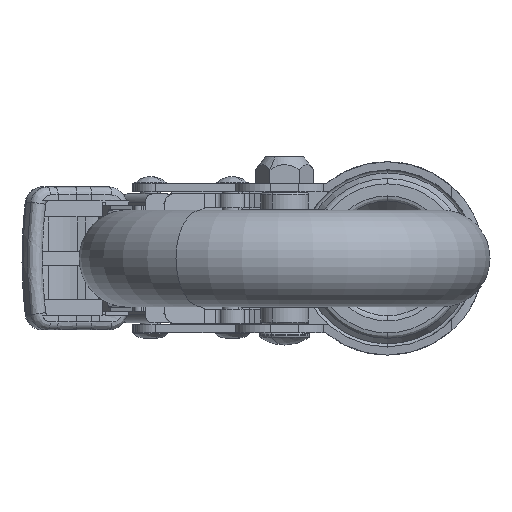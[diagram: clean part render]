
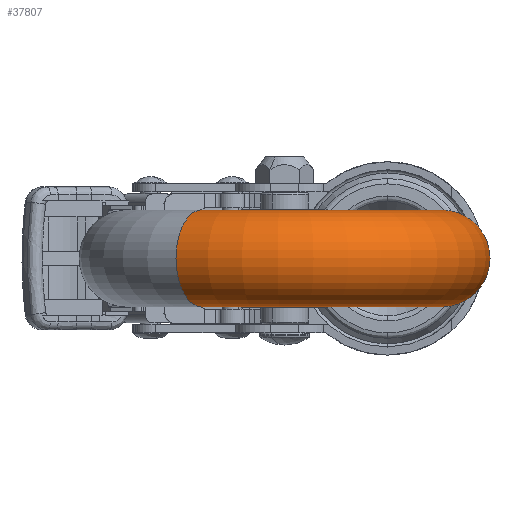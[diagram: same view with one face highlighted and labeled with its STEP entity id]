
A CAD part, front view. The second image highlights one B-rep face of the part: STEP entity #37807.
In plain terms, the highlighted toroidal (fillet/blend) face has major radius 39 mm and minor radius 12 mm.
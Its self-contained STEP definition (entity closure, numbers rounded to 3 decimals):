
#393 = AXIS2_PLACEMENT_3D ( 'NONE', #40497, #21838, #3079 ) ;
#1218 = CARTESIAN_POINT ( 'NONE',  ( -4.883, 42.305, 12. ) ) ;
#2753 = CIRCLE ( 'NONE', #393, 12. ) ;
#3079 = DIRECTION ( 'NONE',  ( 0.529, 0.849, 0. ) ) ;
#6075 = AXIS2_PLACEMENT_3D ( 'NONE', #15625, #37480, #18771 ) ;
#6157 = EDGE_CURVE ( 'NONE', #25090, #16122, #2753, .T. ) ;
#7995 = CIRCLE ( 'NONE', #17490, 39. ) ;
#8924 = AXIS2_PLACEMENT_3D ( 'NONE', #31165, #12415, #34273 ) ;
#9266 = VERTEX_POINT ( 'NONE', #1218 ) ;
#9589 = CARTESIAN_POINT ( 'NONE',  ( -46.117, -23.905, 12. ) ) ;
#12415 = DIRECTION ( 'NONE',  ( 0., 0., -1. ) ) ;
#13034 = CARTESIAN_POINT ( 'NONE',  ( -25.5, 9.2, 0. ) ) ;
#14013 = DIRECTION ( 'NONE',  ( 0., 0., -1. ) ) ;
#15625 = CARTESIAN_POINT ( 'NONE',  ( -4.883, 42.305, 0. ) ) ;
#16122 = VERTEX_POINT ( 'NONE', #30765 ) ;
#16366 = CARTESIAN_POINT ( 'NONE',  ( -4.883, 42.305, -12. ) ) ;
#17490 = AXIS2_PLACEMENT_3D ( 'NONE', #32764, #14013, #35861 ) ;
#18771 = DIRECTION ( 'NONE',  ( -0.529, -0.849, 0. ) ) ;
#20620 = EDGE_LOOP ( 'NONE', ( #25514, #34295, #38178, #31340 ) ) ;
#20670 = AXIS2_PLACEMENT_3D ( 'NONE', #13034, #31790, #34898 ) ;
#21462 = FACE_OUTER_BOUND ( 'NONE', #20620, .T. ) ;
#21838 = DIRECTION ( 'NONE',  ( 0.849, -0.529, 0. ) ) ;
#25090 = VERTEX_POINT ( 'NONE', #9589 ) ;
#25514 = ORIENTED_EDGE ( 'NONE', *, *, #37518, .T. ) ;
#25661 = EDGE_CURVE ( 'NONE', #31515, #16122, #7995, .T. ) ;
#30765 = CARTESIAN_POINT ( 'NONE',  ( -46.117, -23.905, -12. ) ) ;
#31165 = CARTESIAN_POINT ( 'NONE',  ( -25.5, 9.2, 12. ) ) ;
#31240 = CIRCLE ( 'NONE', #6075, 12. ) ;
#31340 = ORIENTED_EDGE ( 'NONE', *, *, #40144, .F. ) ;
#31515 = VERTEX_POINT ( 'NONE', #16366 ) ;
#31790 = DIRECTION ( 'NONE',  ( 0., 0., -1. ) ) ;
#32764 = CARTESIAN_POINT ( 'NONE',  ( -25.5, 9.2, -12. ) ) ;
#34273 = DIRECTION ( 'NONE',  ( 0.529, 0.849, 0. ) ) ;
#34295 = ORIENTED_EDGE ( 'NONE', *, *, #6157, .T. ) ;
#34898 = DIRECTION ( 'NONE',  ( 0.529, 0.849, 0. ) ) ;
#35861 = DIRECTION ( 'NONE',  ( 0.529, 0.849, 0. ) ) ;
#36618 = CIRCLE ( 'NONE', #8924, 39. ) ;
#37096 = TOROIDAL_SURFACE ( 'NONE', #20670, 39., 12. ) ;
#37480 = DIRECTION ( 'NONE',  ( -0.849, 0.529, 0. ) ) ;
#37518 = EDGE_CURVE ( 'NONE', #9266, #25090, #36618, .T. ) ;
#37807 = ADVANCED_FACE ( 'NONE', ( #21462 ), #37096, .T. ) ;
#38178 = ORIENTED_EDGE ( 'NONE', *, *, #25661, .F. ) ;
#40144 = EDGE_CURVE ( 'NONE', #9266, #31515, #31240, .T. ) ;
#40497 = CARTESIAN_POINT ( 'NONE',  ( -46.117, -23.905, 0. ) ) ;
